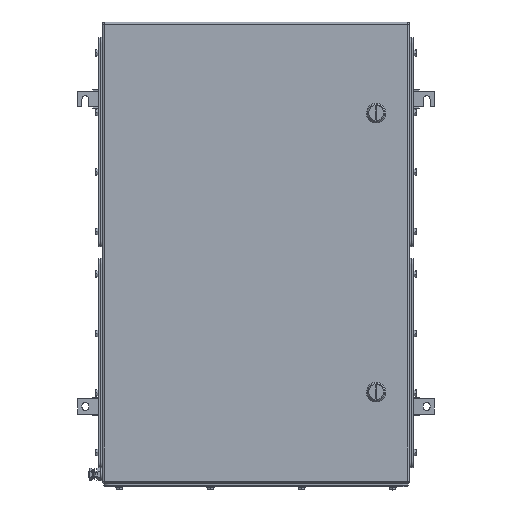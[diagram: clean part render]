
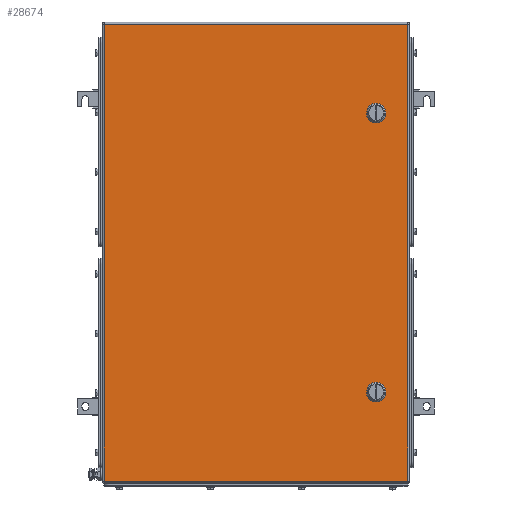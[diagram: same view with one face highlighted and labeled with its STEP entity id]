
A CAD part, top view. The second image highlights one B-rep face of the part: STEP entity #28674.
In plain terms, the highlighted planar face has unit normal (0, 0, 1).
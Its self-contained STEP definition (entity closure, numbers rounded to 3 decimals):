
#28488=AXIS2_PLACEMENT_3D('Circle Axis2P3D',#28486,#28487,$) ;
#28515=AXIS2_PLACEMENT_3D('Plane Axis2P3D',#28512,#28513,#28514) ;
#28560=AXIS2_PLACEMENT_3D('Circle Axis2P3D',#28558,#28559,$) ;
#28574=AXIS2_PLACEMENT_3D('Circle Axis2P3D',#28572,#28573,$) ;
#28588=AXIS2_PLACEMENT_3D('Circle Axis2P3D',#28586,#28587,$) ;
#28610=AXIS2_PLACEMENT_3D('Circle Axis2P3D',#28608,#28609,$) ;
#28626=AXIS2_PLACEMENT_3D('Circle Axis2P3D',#28624,#28625,$) ;
#28640=AXIS2_PLACEMENT_3D('Circle Axis2P3D',#28638,#28639,$) ;
#28654=AXIS2_PLACEMENT_3D('Circle Axis2P3D',#28652,#28653,$) ;
#28483=CARTESIAN_POINT('Vertex',(498.056,612.45,153.5)) ;
#28486=CARTESIAN_POINT('Axis2P3D Location',(493.,622.5,153.5)) ;
#28490=CARTESIAN_POINT('Vertex',(503.05,617.444,153.5)) ;
#28512=CARTESIAN_POINT('Axis2P3D Location',(294.5,392.,153.5)) ;
#28517=CARTESIAN_POINT('Line Origine',(294.5,769.5,153.5)) ;
#28521=CARTESIAN_POINT('Vertex',(545.,769.5,153.5)) ;
#28523=CARTESIAN_POINT('Vertex',(44.,769.5,153.5)) ;
#28526=CARTESIAN_POINT('Line Origine',(44.,392.,153.5)) ;
#28530=CARTESIAN_POINT('Vertex',(44.,14.5,153.5)) ;
#28533=CARTESIAN_POINT('Line Origine',(294.5,14.5,153.5)) ;
#28537=CARTESIAN_POINT('Vertex',(545.,14.5,153.5)) ;
#28540=CARTESIAN_POINT('Line Origine',(545.,392.,153.5)) ;
#28551=CARTESIAN_POINT('Line Origine',(493.,612.45,153.5)) ;
#28555=CARTESIAN_POINT('Vertex',(487.944,612.45,153.5)) ;
#28558=CARTESIAN_POINT('Axis2P3D Location',(493.,622.5,153.5)) ;
#28562=CARTESIAN_POINT('Vertex',(482.95,617.444,153.5)) ;
#28565=CARTESIAN_POINT('Line Origine',(482.95,622.5,153.5)) ;
#28569=CARTESIAN_POINT('Vertex',(482.95,627.556,153.5)) ;
#28572=CARTESIAN_POINT('Axis2P3D Location',(493.,622.5,153.5)) ;
#28576=CARTESIAN_POINT('Vertex',(487.944,632.55,153.5)) ;
#28579=CARTESIAN_POINT('Line Origine',(493.,632.55,153.5)) ;
#28583=CARTESIAN_POINT('Vertex',(498.056,632.55,153.5)) ;
#28586=CARTESIAN_POINT('Axis2P3D Location',(493.,622.5,153.5)) ;
#28590=CARTESIAN_POINT('Vertex',(503.05,627.556,153.5)) ;
#28593=CARTESIAN_POINT('Line Origine',(503.05,622.5,153.5)) ;
#28608=CARTESIAN_POINT('Axis2P3D Location',(493.,161.5,153.5)) ;
#28612=CARTESIAN_POINT('Vertex',(498.056,151.45,153.5)) ;
#28614=CARTESIAN_POINT('Vertex',(503.05,156.444,153.5)) ;
#28617=CARTESIAN_POINT('Line Origine',(493.,151.45,153.5)) ;
#28621=CARTESIAN_POINT('Vertex',(487.944,151.45,153.5)) ;
#28624=CARTESIAN_POINT('Axis2P3D Location',(493.,161.5,153.5)) ;
#28628=CARTESIAN_POINT('Vertex',(482.95,156.444,153.5)) ;
#28631=CARTESIAN_POINT('Line Origine',(482.95,161.5,153.5)) ;
#28635=CARTESIAN_POINT('Vertex',(482.95,166.556,153.5)) ;
#28638=CARTESIAN_POINT('Axis2P3D Location',(493.,161.5,153.5)) ;
#28642=CARTESIAN_POINT('Vertex',(487.944,171.55,153.5)) ;
#28645=CARTESIAN_POINT('Line Origine',(493.,171.55,153.5)) ;
#28649=CARTESIAN_POINT('Vertex',(498.056,171.55,153.5)) ;
#28652=CARTESIAN_POINT('Axis2P3D Location',(493.,161.5,153.5)) ;
#28656=CARTESIAN_POINT('Vertex',(503.05,166.556,153.5)) ;
#28659=CARTESIAN_POINT('Line Origine',(503.05,161.5,153.5)) ;
#28487=DIRECTION('Axis2P3D Direction',(0.,0.,1.)) ;
#28513=DIRECTION('Axis2P3D Direction',(0.,0.,1.)) ;
#28514=DIRECTION('Axis2P3D XDirection',(1.,0.,0.)) ;
#28518=DIRECTION('Vector Direction',(1.,0.,0.)) ;
#28527=DIRECTION('Vector Direction',(0.,-1.,0.)) ;
#28534=DIRECTION('Vector Direction',(1.,0.,0.)) ;
#28541=DIRECTION('Vector Direction',(0.,1.,0.)) ;
#28552=DIRECTION('Vector Direction',(1.,0.,0.)) ;
#28559=DIRECTION('Axis2P3D Direction',(0.,0.,1.)) ;
#28566=DIRECTION('Vector Direction',(0.,1.,0.)) ;
#28573=DIRECTION('Axis2P3D Direction',(0.,0.,1.)) ;
#28580=DIRECTION('Vector Direction',(1.,0.,0.)) ;
#28587=DIRECTION('Axis2P3D Direction',(0.,0.,1.)) ;
#28594=DIRECTION('Vector Direction',(0.,-1.,0.)) ;
#28609=DIRECTION('Axis2P3D Direction',(0.,0.,1.)) ;
#28618=DIRECTION('Vector Direction',(1.,0.,0.)) ;
#28625=DIRECTION('Axis2P3D Direction',(0.,0.,1.)) ;
#28632=DIRECTION('Vector Direction',(0.,1.,0.)) ;
#28639=DIRECTION('Axis2P3D Direction',(0.,0.,1.)) ;
#28646=DIRECTION('Vector Direction',(1.,0.,0.)) ;
#28653=DIRECTION('Axis2P3D Direction',(0.,0.,1.)) ;
#28660=DIRECTION('Vector Direction',(0.,-1.,0.)) ;
#28519=VECTOR('Line Direction',#28518,1.) ;
#28528=VECTOR('Line Direction',#28527,1.) ;
#28535=VECTOR('Line Direction',#28534,1.) ;
#28542=VECTOR('Line Direction',#28541,1.) ;
#28553=VECTOR('Line Direction',#28552,1.) ;
#28567=VECTOR('Line Direction',#28566,1.) ;
#28581=VECTOR('Line Direction',#28580,1.) ;
#28595=VECTOR('Line Direction',#28594,1.) ;
#28619=VECTOR('Line Direction',#28618,1.) ;
#28633=VECTOR('Line Direction',#28632,1.) ;
#28647=VECTOR('Line Direction',#28646,1.) ;
#28661=VECTOR('Line Direction',#28660,1.) ;
#28546=ORIENTED_EDGE('',*,*,#28525,.T.) ;
#28547=ORIENTED_EDGE('',*,*,#28532,.T.) ;
#28548=ORIENTED_EDGE('',*,*,#28539,.T.) ;
#28549=ORIENTED_EDGE('',*,*,#28544,.T.) ;
#28599=ORIENTED_EDGE('',*,*,#28557,.F.) ;
#28600=ORIENTED_EDGE('',*,*,#28564,.F.) ;
#28601=ORIENTED_EDGE('',*,*,#28571,.T.) ;
#28602=ORIENTED_EDGE('',*,*,#28578,.F.) ;
#28603=ORIENTED_EDGE('',*,*,#28585,.T.) ;
#28604=ORIENTED_EDGE('',*,*,#28592,.F.) ;
#28605=ORIENTED_EDGE('',*,*,#28597,.T.) ;
#28606=ORIENTED_EDGE('',*,*,#28492,.F.) ;
#28665=ORIENTED_EDGE('',*,*,#28616,.F.) ;
#28666=ORIENTED_EDGE('',*,*,#28623,.F.) ;
#28667=ORIENTED_EDGE('',*,*,#28630,.F.) ;
#28668=ORIENTED_EDGE('',*,*,#28637,.T.) ;
#28669=ORIENTED_EDGE('',*,*,#28644,.F.) ;
#28670=ORIENTED_EDGE('',*,*,#28651,.T.) ;
#28671=ORIENTED_EDGE('',*,*,#28658,.F.) ;
#28672=ORIENTED_EDGE('',*,*,#28663,.T.) ;
#28607=FACE_BOUND('',#28598,.T.) ;
#28673=FACE_BOUND('',#28664,.T.) ;
#28674=ADVANCED_FACE('ZUB_KTB_QL_765015_3GP_AllCATPart_AllCATPart.2\\ZUB_KTB_QL_765015_3GP_AllCATPart.2\\ZUB_DE_KTB_QL.1\\DE_KTB_MH_PART_MASTER.1\\Koerper.2',(#28550,#28607,#28673),#28516,.T.) ;
#28489=CIRCLE('generated circle',#28488,11.25) ;
#28561=CIRCLE('generated circle',#28560,11.25) ;
#28575=CIRCLE('generated circle',#28574,11.25) ;
#28589=CIRCLE('generated circle',#28588,11.25) ;
#28611=CIRCLE('generated circle',#28610,11.25) ;
#28627=CIRCLE('generated circle',#28626,11.25) ;
#28641=CIRCLE('generated circle',#28640,11.25) ;
#28655=CIRCLE('generated circle',#28654,11.25) ;
#28492=EDGE_CURVE('',#28484,#28491,#28489,.T.) ;
#28525=EDGE_CURVE('',#28522,#28524,#28520,.F.) ;
#28532=EDGE_CURVE('',#28524,#28531,#28529,.T.) ;
#28539=EDGE_CURVE('',#28531,#28538,#28536,.T.) ;
#28544=EDGE_CURVE('',#28538,#28522,#28543,.T.) ;
#28557=EDGE_CURVE('',#28556,#28484,#28554,.T.) ;
#28564=EDGE_CURVE('',#28563,#28556,#28561,.T.) ;
#28571=EDGE_CURVE('',#28563,#28570,#28568,.T.) ;
#28578=EDGE_CURVE('',#28577,#28570,#28575,.T.) ;
#28585=EDGE_CURVE('',#28577,#28584,#28582,.T.) ;
#28592=EDGE_CURVE('',#28591,#28584,#28589,.T.) ;
#28597=EDGE_CURVE('',#28591,#28491,#28596,.T.) ;
#28616=EDGE_CURVE('',#28613,#28615,#28611,.T.) ;
#28623=EDGE_CURVE('',#28622,#28613,#28620,.T.) ;
#28630=EDGE_CURVE('',#28629,#28622,#28627,.T.) ;
#28637=EDGE_CURVE('',#28629,#28636,#28634,.T.) ;
#28644=EDGE_CURVE('',#28643,#28636,#28641,.T.) ;
#28651=EDGE_CURVE('',#28643,#28650,#28648,.T.) ;
#28658=EDGE_CURVE('',#28657,#28650,#28655,.T.) ;
#28663=EDGE_CURVE('',#28657,#28615,#28662,.T.) ;
#28545=EDGE_LOOP('',(#28546,#28547,#28548,#28549)) ;
#28598=EDGE_LOOP('',(#28599,#28600,#28601,#28602,#28603,#28604,#28605,#28606)) ;
#28664=EDGE_LOOP('',(#28665,#28666,#28667,#28668,#28669,#28670,#28671,#28672)) ;
#28550=FACE_OUTER_BOUND('',#28545,.T.) ;
#28520=LINE('Line',#28517,#28519) ;
#28529=LINE('Line',#28526,#28528) ;
#28536=LINE('Line',#28533,#28535) ;
#28543=LINE('Line',#28540,#28542) ;
#28554=LINE('Line',#28551,#28553) ;
#28568=LINE('Line',#28565,#28567) ;
#28582=LINE('Line',#28579,#28581) ;
#28596=LINE('Line',#28593,#28595) ;
#28620=LINE('Line',#28617,#28619) ;
#28634=LINE('Line',#28631,#28633) ;
#28648=LINE('Line',#28645,#28647) ;
#28662=LINE('Line',#28659,#28661) ;
#28516=PLANE('',#28515) ;
#28484=VERTEX_POINT('',#28483) ;
#28491=VERTEX_POINT('',#28490) ;
#28522=VERTEX_POINT('',#28521) ;
#28524=VERTEX_POINT('',#28523) ;
#28531=VERTEX_POINT('',#28530) ;
#28538=VERTEX_POINT('',#28537) ;
#28556=VERTEX_POINT('',#28555) ;
#28563=VERTEX_POINT('',#28562) ;
#28570=VERTEX_POINT('',#28569) ;
#28577=VERTEX_POINT('',#28576) ;
#28584=VERTEX_POINT('',#28583) ;
#28591=VERTEX_POINT('',#28590) ;
#28613=VERTEX_POINT('',#28612) ;
#28615=VERTEX_POINT('',#28614) ;
#28622=VERTEX_POINT('',#28621) ;
#28629=VERTEX_POINT('',#28628) ;
#28636=VERTEX_POINT('',#28635) ;
#28643=VERTEX_POINT('',#28642) ;
#28650=VERTEX_POINT('',#28649) ;
#28657=VERTEX_POINT('',#28656) ;
